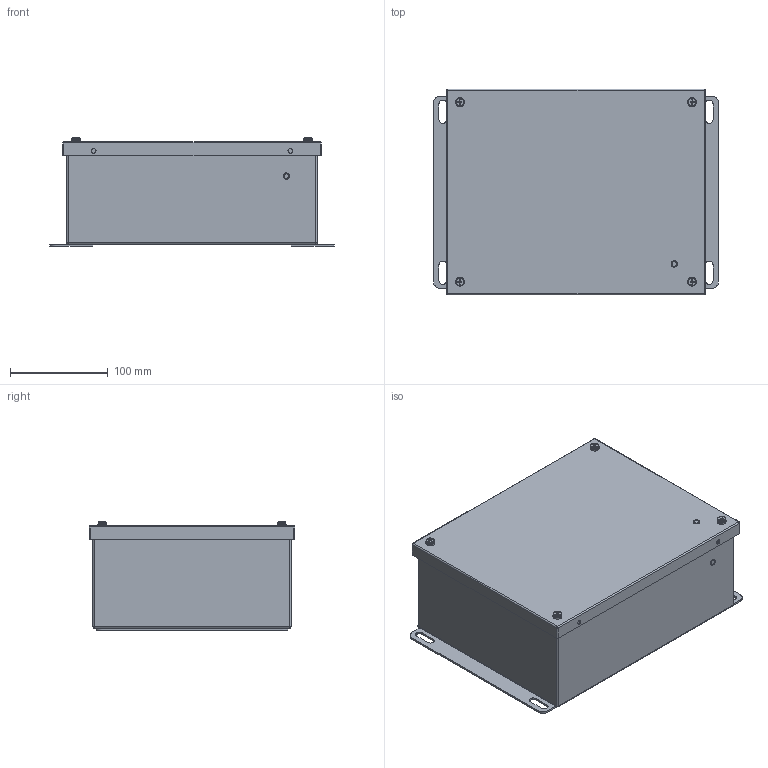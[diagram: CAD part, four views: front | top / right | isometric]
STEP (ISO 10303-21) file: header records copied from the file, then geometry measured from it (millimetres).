
FILE_DESCRIPTION (( 'STEP AP214' ), '1' );
FILE_NAME ('SCE-1008SC.STEP', '2021-01-12T18:39:19', ( '' ), ( '' ), 'SwSTEP 2.0', 'SolidWorks 2019', '' );
FILE_SCHEMA (( 'AUTOMOTIVE_DESIGN' ));
Length unit declared in the file: inch
Products named in the file (1): SCE-1008SC
Bounding box: 292.1 x 211.14 x 110.76 mm (x, y, z)
Volume: 460448.7 mm3; surface area: 581000.9 mm2
Topology: 28 solids, 28 shells, 805 faces, 2023 edges, 1146 vertices
Faces by surface type: plane 328, bspline 220, cylinder 207, cone 30, sphere 20
Full cylindrical faces by diameter (mm): 3.708 x4, 4.763 x4, 4.775 x10, 4.826 x8, 4.905 x1, 5.537 x2, 5.588 x4, 6.35 x8, 6.502 x2, 6.604 x4, 6.756 x4, 6.858 x4, 7.112 x4, 7.14 x4, 7.417 x8, 8.052 x4, 8.484 x4, 8.636 x4, 9.195 x4, 9.474 x4, 11.092 x4
Entity records: 38076 total; most frequent: CARTESIAN_POINT 11178, ORIENTED_EDGE 3248, DIRECTION 2928, EDGE_CURVE 1624, AXIS2_PLACEMENT_3D 1098, VERTEX_POINT 1076, EDGE_LOOP 1062, FACE_OUTER_BOUND 940
